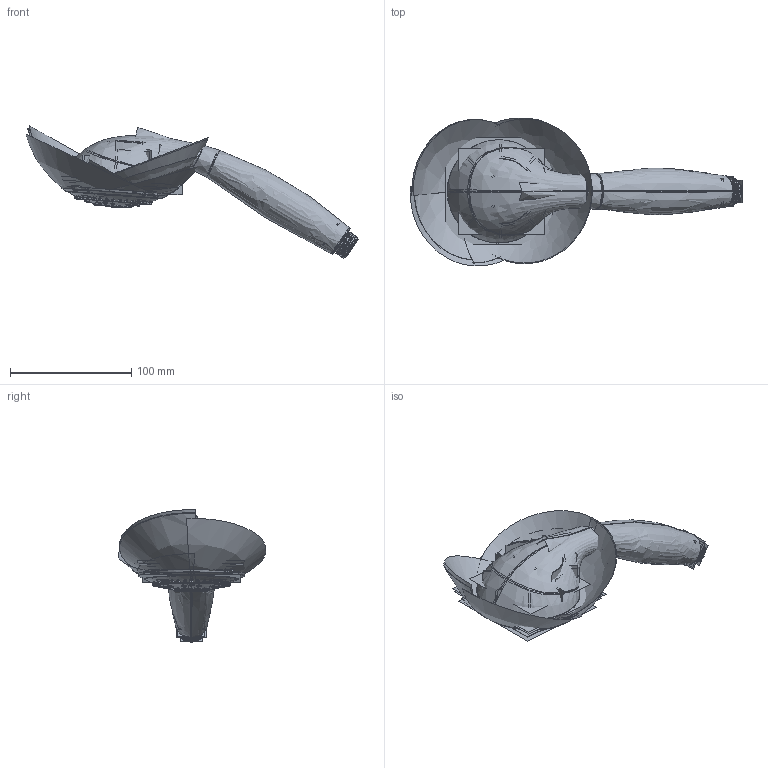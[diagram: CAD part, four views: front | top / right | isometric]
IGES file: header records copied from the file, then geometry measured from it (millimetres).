
Start section:  PTC IGES file: dc5061.igs
Global section: file name: dc5061.igs; native system: Creo Parametric by PTC Inc.; preprocessor: 2018100; author: luo; organization: Unknown; date: 20200310.163726; units: millimetre
Bounding box: 274.26 x 122.24 x 109.54 mm (x, y, z)
Surface area: 410511.8 mm2 (no closed solid volume)
Topology: 0 solids, 0 shells, 3521 faces, 50501 edges, 66154 vertices
Faces by surface type: revolution 1911, bspline 1576, extrusion 34
